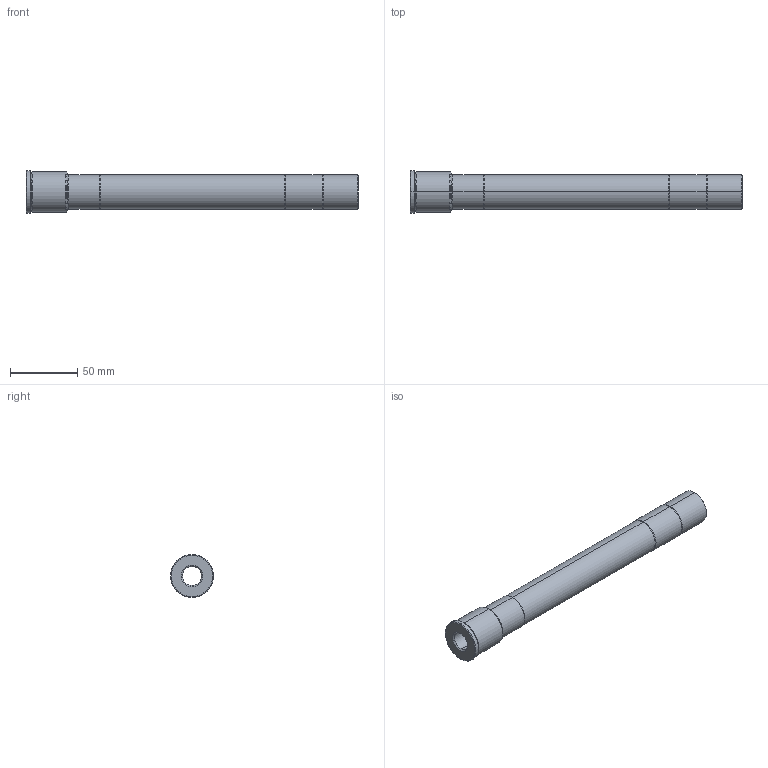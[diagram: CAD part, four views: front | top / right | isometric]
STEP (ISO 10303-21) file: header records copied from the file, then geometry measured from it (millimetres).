
FILE_DESCRIPTION (( 'STEP AP203' ), '1' );
FILE_NAME ('AXE FOURCHE 28 02 2024.STEP', '2024-03-28T06:26:25', ( '' ), ( '' ), 'SwSTEP 2.0', 'SolidWorks 2022', '' );
FILE_SCHEMA (( 'CONFIG_CONTROL_DESIGN' ));
Length unit declared in the file: millimetre
Products named in the file (1): AXE FOURCHE 28 02 2024
Bounding box: 247.3 x 32 x 32 mm (x, y, z)
Volume: 90531.7 mm3; surface area: 32864.5 mm2
Topology: 1 solids, 1 shells, 45 faces, 90 edges, 48 vertices
Faces by surface type: cone 18, cylinder 16, torus 8, plane 3
Entity records: 1233 total; most frequent: DIRECTION 238, CARTESIAN_POINT 184, ORIENTED_EDGE 180, AXIS2_PLACEMENT_3D 102, EDGE_CURVE 90, CIRCLE 56, EDGE_LOOP 48, VERTEX_POINT 48
